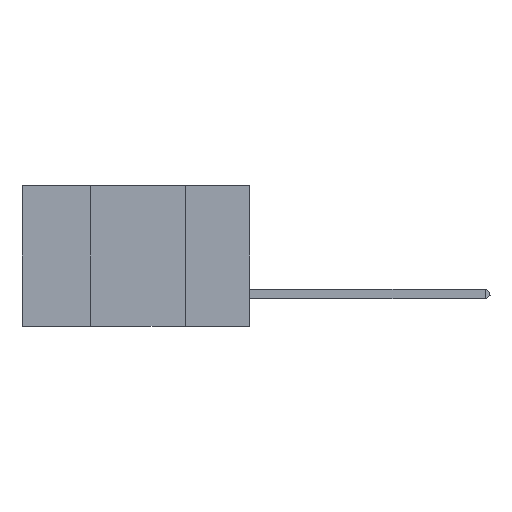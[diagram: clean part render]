
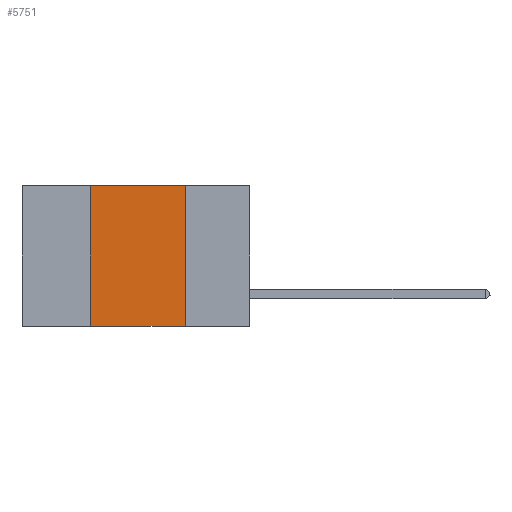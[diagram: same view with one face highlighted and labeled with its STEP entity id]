
A CAD part, left-side view. The second image highlights one B-rep face of the part: STEP entity #5751.
In plain terms, the highlighted planar face has unit normal (-1, 0, 0).
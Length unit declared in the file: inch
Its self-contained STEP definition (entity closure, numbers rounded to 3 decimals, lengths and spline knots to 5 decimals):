
#231 = VECTOR ( 'NONE', #3202, 39.37008 ) ;
#273 = EDGE_LOOP ( 'NONE', ( #8450, #708, #8422, #1879 ) ) ;
#708 = ORIENTED_EDGE ( 'NONE', *, *, #4232, .F. ) ;
#916 = CARTESIAN_POINT ( 'NONE',  ( 0., 0.6, 0. ) ) ;
#974 = CARTESIAN_POINT ( 'NONE',  ( 0., 0.17, 0. ) ) ;
#1680 = AXIS2_PLACEMENT_3D ( 'NONE', #4506, #2146, #6080 ) ;
#1879 = ORIENTED_EDGE ( 'NONE', *, *, #5833, .T. ) ;
#2036 = EDGE_CURVE ( 'NONE', #8717, #7997, #8715, .T. ) ;
#2146 = DIRECTION ( 'NONE',  ( 1., 0., 0. ) ) ;
#2204 = CARTESIAN_POINT ( 'NONE',  ( 0., 0.42, 0. ) ) ;
#2316 = EDGE_CURVE ( 'NONE', #4921, #8720, #3930, .T. ) ;
#2354 = DIRECTION ( 'NONE',  ( 0., -1., 0. ) ) ;
#3202 = DIRECTION ( 'NONE',  ( 0., -1., 0. ) ) ;
#3802 = PLANE ( 'NONE',  #1680 ) ;
#3930 = LINE ( 'NONE', #974, #4784 ) ;
#4232 = EDGE_CURVE ( 'NONE', #7997, #4921, #9523, .T. ) ;
#4506 = CARTESIAN_POINT ( 'NONE',  ( 0., 0.6, 0. ) ) ;
#4784 = VECTOR ( 'NONE', #9566, 39.37008 ) ;
#4921 = VERTEX_POINT ( 'NONE', #10018 ) ;
#5164 = VECTOR ( 'NONE', #7662, 39.37008 ) ;
#5751 = ADVANCED_FACE ( 'NONE', ( #6821 ), #3802, .F. ) ;
#5833 = EDGE_CURVE ( 'NONE', #8717, #8720, #9876, .T. ) ;
#6080 = DIRECTION ( 'NONE',  ( 0., 0., -1. ) ) ;
#6211 = VECTOR ( 'NONE', #2354, 39.37008 ) ;
#6490 = CARTESIAN_POINT ( 'NONE',  ( 0., 0.42, 0. ) ) ;
#6801 = CARTESIAN_POINT ( 'NONE',  ( 0., 0.42, -0.37 ) ) ;
#6821 = FACE_OUTER_BOUND ( 'NONE', #273, .T. ) ;
#7662 = DIRECTION ( 'NONE',  ( 0., 0., 1. ) ) ;
#7997 = VERTEX_POINT ( 'NONE', #6490 ) ;
#8345 = CARTESIAN_POINT ( 'NONE',  ( 0., 0.17, -0.37 ) ) ;
#8422 = ORIENTED_EDGE ( 'NONE', *, *, #2036, .F. ) ;
#8450 = ORIENTED_EDGE ( 'NONE', *, *, #2316, .F. ) ;
#8715 = LINE ( 'NONE', #2204, #5164 ) ;
#8717 = VERTEX_POINT ( 'NONE', #6801 ) ;
#8720 = VERTEX_POINT ( 'NONE', #8345 ) ;
#9483 = CARTESIAN_POINT ( 'NONE',  ( 0., 0.6, -0.37 ) ) ;
#9523 = LINE ( 'NONE', #916, #231 ) ;
#9566 = DIRECTION ( 'NONE',  ( 0., 0., -1. ) ) ;
#9876 = LINE ( 'NONE', #9483, #6211 ) ;
#10018 = CARTESIAN_POINT ( 'NONE',  ( 0., 0.17, 0. ) ) ;
